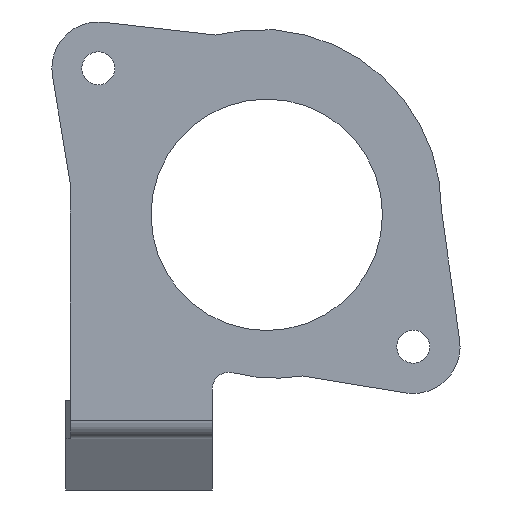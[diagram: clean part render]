
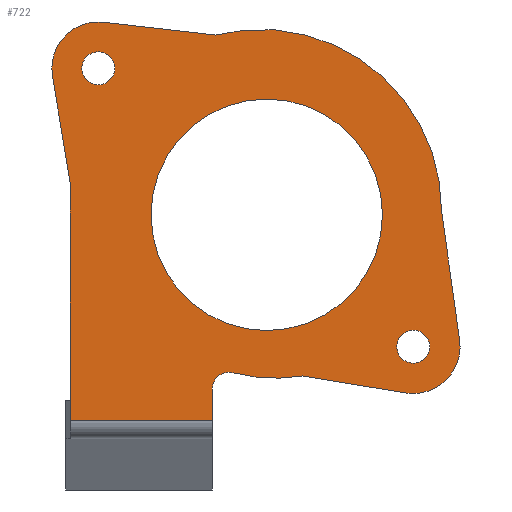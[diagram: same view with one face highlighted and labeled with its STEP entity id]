
A CAD part, front view. The second image highlights one B-rep face of the part: STEP entity #722.
In plain terms, the highlighted planar face has unit normal (0, -1, 0).
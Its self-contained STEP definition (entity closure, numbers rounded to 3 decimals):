
#15=FACE_BOUND('',#113,.T.);
#16=FACE_BOUND('',#114,.T.);
#17=FACE_BOUND('',#115,.T.);
#40=PLANE('',#780);
#76=FACE_OUTER_BOUND('',#112,.T.);
#112=EDGE_LOOP('',(#607,#608,#609,#610,#611,#612,#613,#614,#615,#616,#617,
#618,#619,#620,#621,#622));
#113=EDGE_LOOP('',(#623));
#114=EDGE_LOOP('',(#624));
#115=EDGE_LOOP('',(#625));
#127=LINE('',#990,#209);
#135=LINE('',#1007,#217);
#172=LINE('',#1095,#254);
#176=LINE('',#1107,#258);
#181=LINE('',#1125,#263);
#183=LINE('',#1129,#265);
#189=LINE('',#1145,#271);
#192=LINE('',#1151,#274);
#196=LINE('',#1163,#278);
#198=LINE('',#1169,#280);
#209=VECTOR('',#794,10.);
#217=VECTOR('',#806,10.);
#254=VECTOR('',#883,10.);
#258=VECTOR('',#895,10.);
#263=VECTOR('',#914,10.);
#265=VECTOR('',#918,10.);
#271=VECTOR('',#932,10.);
#274=VECTOR('',#937,10.);
#278=VECTOR('',#949,10.);
#280=VECTOR('',#959,10.);
#293=CIRCLE('',#747,15.8);
#295=CIRCLE('',#750,2.25);
#297=CIRCLE('',#753,2.25);
#300=CIRCLE('',#758,6.399);
#302=CIRCLE('',#762,22.7);
#304=CIRCLE('',#765,2.3);
#306=CIRCLE('',#770,24.7);
#308=CIRCLE('',#775,6.332);
#310=CIRCLE('',#779,24.7);
#312=VERTEX_POINT('',#987);
#313=VERTEX_POINT('',#989);
#320=VERTEX_POINT('',#1005);
#342=VERTEX_POINT('',#1071);
#344=VERTEX_POINT('',#1077);
#346=VERTEX_POINT('',#1083);
#350=VERTEX_POINT('',#1092);
#351=VERTEX_POINT('',#1094);
#353=VERTEX_POINT('',#1100);
#355=VERTEX_POINT('',#1106);
#357=VERTEX_POINT('',#1112);
#359=VERTEX_POINT('',#1118);
#361=VERTEX_POINT('',#1124);
#362=VERTEX_POINT('',#1128);
#366=VERTEX_POINT('',#1138);
#368=VERTEX_POINT('',#1144);
#370=VERTEX_POINT('',#1150);
#372=VERTEX_POINT('',#1156);
#374=VERTEX_POINT('',#1162);
#379=EDGE_CURVE('',#312,#313,#127,.T.);
#388=EDGE_CURVE('',#312,#320,#135,.T.);
#420=EDGE_CURVE('',#342,#342,#293,.T.);
#423=EDGE_CURVE('',#344,#344,#295,.T.);
#426=EDGE_CURVE('',#346,#346,#297,.T.);
#431=EDGE_CURVE('',#351,#350,#172,.T.);
#434=EDGE_CURVE('',#353,#351,#300,.T.);
#437=EDGE_CURVE('',#355,#353,#176,.T.);
#440=EDGE_CURVE('',#357,#355,#302,.T.);
#443=EDGE_CURVE('',#359,#357,#304,.T.);
#446=EDGE_CURVE('',#361,#359,#181,.T.);
#448=EDGE_CURVE('',#362,#313,#183,.T.);
#453=EDGE_CURVE('',#366,#362,#306,.T.);
#456=EDGE_CURVE('',#368,#366,#189,.T.);
#459=EDGE_CURVE('',#370,#368,#192,.T.);
#462=EDGE_CURVE('',#372,#370,#308,.T.);
#465=EDGE_CURVE('',#374,#372,#196,.T.);
#468=EDGE_CURVE('',#350,#374,#310,.T.);
#469=EDGE_CURVE('',#320,#361,#198,.T.);
#607=ORIENTED_EDGE('',*,*,#379,.F.);
#608=ORIENTED_EDGE('',*,*,#388,.T.);
#609=ORIENTED_EDGE('',*,*,#469,.T.);
#610=ORIENTED_EDGE('',*,*,#446,.T.);
#611=ORIENTED_EDGE('',*,*,#443,.T.);
#612=ORIENTED_EDGE('',*,*,#440,.T.);
#613=ORIENTED_EDGE('',*,*,#437,.T.);
#614=ORIENTED_EDGE('',*,*,#434,.T.);
#615=ORIENTED_EDGE('',*,*,#431,.T.);
#616=ORIENTED_EDGE('',*,*,#468,.T.);
#617=ORIENTED_EDGE('',*,*,#465,.T.);
#618=ORIENTED_EDGE('',*,*,#462,.T.);
#619=ORIENTED_EDGE('',*,*,#459,.T.);
#620=ORIENTED_EDGE('',*,*,#456,.T.);
#621=ORIENTED_EDGE('',*,*,#453,.T.);
#622=ORIENTED_EDGE('',*,*,#448,.T.);
#623=ORIENTED_EDGE('',*,*,#426,.T.);
#624=ORIENTED_EDGE('',*,*,#423,.T.);
#625=ORIENTED_EDGE('',*,*,#420,.T.);
#722=ADVANCED_FACE('',(#76,#15,#16,#17),#40,.T.);
#747=AXIS2_PLACEMENT_3D('',#1072,#860,#861);
#750=AXIS2_PLACEMENT_3D('',#1078,#867,#868);
#753=AXIS2_PLACEMENT_3D('',#1084,#874,#875);
#758=AXIS2_PLACEMENT_3D('',#1101,#889,#890);
#762=AXIS2_PLACEMENT_3D('',#1113,#901,#902);
#765=AXIS2_PLACEMENT_3D('',#1119,#908,#909);
#770=AXIS2_PLACEMENT_3D('',#1139,#926,#927);
#775=AXIS2_PLACEMENT_3D('',#1157,#943,#944);
#779=AXIS2_PLACEMENT_3D('',#1167,#955,#956);
#780=AXIS2_PLACEMENT_3D('',#1168,#957,#958);
#794=DIRECTION('',(-1.,0.,0.));
#806=DIRECTION('',(0.,0.,1.));
#860=DIRECTION('center_axis',(0.,1.,0.));
#861=DIRECTION('ref_axis',(1.,0.,0.));
#867=DIRECTION('center_axis',(0.,1.,0.));
#868=DIRECTION('ref_axis',(1.,0.,0.));
#874=DIRECTION('center_axis',(0.,1.,0.));
#875=DIRECTION('ref_axis',(1.,0.,0.));
#883=DIRECTION('',(-0.139,0.,0.99));
#889=DIRECTION('center_axis',(0.,-1.,0.));
#890=DIRECTION('ref_axis',(1.,0.,0.));
#895=DIRECTION('',(0.987,0.,-0.162));
#901=DIRECTION('center_axis',(0.,-1.,0.));
#902=DIRECTION('ref_axis',(-0.252,0.,-0.968));
#908=DIRECTION('center_axis',(0.,1.,0.));
#909=DIRECTION('ref_axis',(0.252,0.,0.968));
#914=DIRECTION('',(0.,0.,1.));
#918=DIRECTION('',(0.,0.,-1.));
#926=DIRECTION('center_axis',(0.,-1.,0.));
#927=DIRECTION('ref_axis',(-0.851,0.,0.525));
#932=DIRECTION('',(0.,0.,-1.));
#937=DIRECTION('',(0.162,0.,-0.987));
#943=DIRECTION('center_axis',(0.,-1.,0.));
#944=DIRECTION('ref_axis',(1.,0.,0.));
#949=DIRECTION('',(-0.994,0.,0.114));
#955=DIRECTION('center_axis',(0.,-1.,0.));
#956=DIRECTION('ref_axis',(0.876,0.,-0.483));
#957=DIRECTION('center_axis',(0.,-1.,0.));
#958=DIRECTION('ref_axis',(1.,0.,0.));
#959=DIRECTION('',(-1.,0.,0.));
#987=CARTESIAN_POINT('',(5.,-46.867,-28.482));
#989=CARTESIAN_POINT('',(-14.437,-46.867,-28.482));
#990=CARTESIAN_POINT('',(-1.745,-46.867,-28.482));
#1005=CARTESIAN_POINT('',(5.,-46.867,-25.833));
#1007=CARTESIAN_POINT('',(5.,-46.867,-25.833));
#1071=CARTESIAN_POINT('',(-3.387,-46.867,-0.433));
#1072=CARTESIAN_POINT('Origin',(12.413,-46.867,-0.433));
#1077=CARTESIAN_POINT('',(30.163,-46.867,-18.433));
#1078=CARTESIAN_POINT('Origin',(32.413,-46.867,-18.433));
#1083=CARTESIAN_POINT('',(-12.837,-46.867,19.567));
#1084=CARTESIAN_POINT('Origin',(-10.587,-46.867,19.567));
#1092=CARTESIAN_POINT('',(36.27,-46.867,0.1));
#1094=CARTESIAN_POINT('',(38.75,-46.867,-17.543));
#1095=CARTESIAN_POINT('',(36.27,-46.867,0.1));
#1100=CARTESIAN_POINT('',(31.377,-46.867,-24.748));
#1101=CARTESIAN_POINT('Origin',(32.413,-46.867,-18.433));
#1106=CARTESIAN_POINT('',(17.259,-46.867,-22.433));
#1107=CARTESIAN_POINT('',(17.259,-46.867,-22.433));
#1112=CARTESIAN_POINT('',(7.843,-46.867,-22.002));
#1113=CARTESIAN_POINT('Origin',(13.566,-46.867,-0.036));
#1118=CARTESIAN_POINT('',(4.963,-46.867,-24.228));
#1119=CARTESIAN_POINT('Origin',(7.263,-46.867,-24.228));
#1124=CARTESIAN_POINT('',(4.963,-46.867,-25.833));
#1125=CARTESIAN_POINT('',(4.963,-46.867,-25.833));
#1128=CARTESIAN_POINT('',(-14.437,-46.867,-0.429));
#1129=CARTESIAN_POINT('',(-14.437,-46.867,-0.429));
#1138=CARTESIAN_POINT('',(-14.447,-46.867,0.26));
#1139=CARTESIAN_POINT('Origin',(10.253,-46.867,0.26));
#1144=CARTESIAN_POINT('',(-14.447,-46.867,4.));
#1145=CARTESIAN_POINT('',(-14.447,-46.867,0.26));
#1150=CARTESIAN_POINT('',(-16.835,-46.867,18.54));
#1151=CARTESIAN_POINT('',(-14.447,-46.867,4.));
#1156=CARTESIAN_POINT('',(-9.868,-46.867,25.858));
#1157=CARTESIAN_POINT('Origin',(-10.587,-46.867,19.567));
#1162=CARTESIAN_POINT('',(5.439,-46.867,24.108));
#1163=CARTESIAN_POINT('',(5.439,-46.867,24.108));
#1167=CARTESIAN_POINT('Origin',(11.57,-46.867,0.181));
#1168=CARTESIAN_POINT('Origin',(10.946,-46.867,-2.542));
#1169=CARTESIAN_POINT('',(-14.437,-46.867,-25.833));
